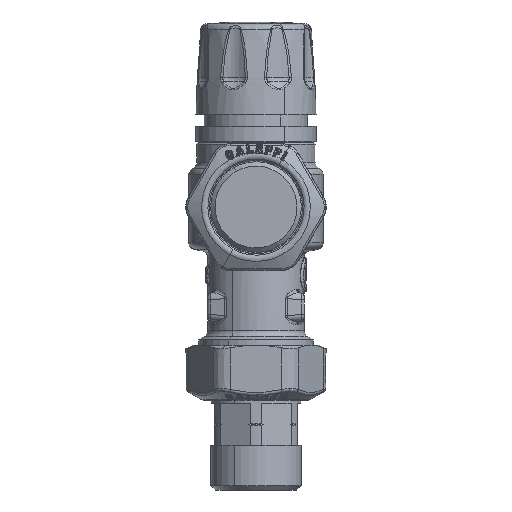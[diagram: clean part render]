
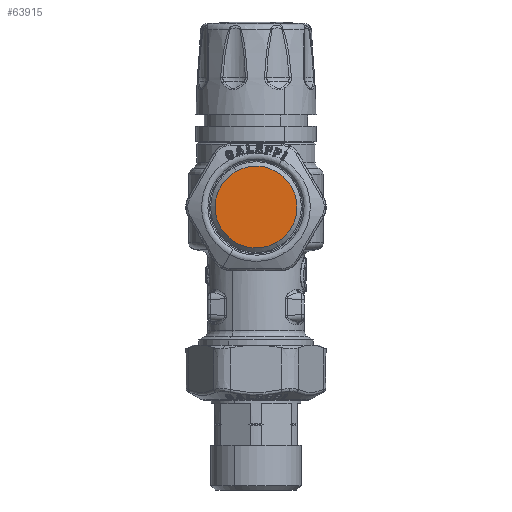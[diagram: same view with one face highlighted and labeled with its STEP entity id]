
A CAD part, front view. The second image highlights one B-rep face of the part: STEP entity #63915.
In plain terms, the highlighted planar face has unit normal (0, -1, 0).
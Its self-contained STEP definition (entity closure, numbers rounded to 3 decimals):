
#63892=CARTESIAN_POINT('Axis2P3D Location',(44.125,-22.625,4.65)) ;
#63897=CARTESIAN_POINT('Axis2P3D Location',(44.125,-22.625,-8.5)) ;
#63901=CARTESIAN_POINT('Vertex',(38.443,-22.625,1.899)) ;
#63903=CARTESIAN_POINT('Vertex',(49.806,-22.625,-18.899)) ;
#63906=CARTESIAN_POINT('Axis2P3D Location',(44.125,-22.625,-8.5)) ;
#63893=DIRECTION('Axis2P3D Direction',(0.,-1.,0.)) ;
#63894=DIRECTION('Axis2P3D XDirection',(1.,0.,0.)) ;
#63898=DIRECTION('Axis2P3D Direction',(0.,-1.,0.)) ;
#63907=DIRECTION('Axis2P3D Direction',(0.,-1.,0.)) ;
#63895=AXIS2_PLACEMENT_3D('Plane Axis2P3D',#63892,#63893,#63894) ;
#63899=AXIS2_PLACEMENT_3D('Circle Axis2P3D',#63897,#63898,$) ;
#63908=AXIS2_PLACEMENT_3D('Circle Axis2P3D',#63906,#63907,$) ;
#63900=CIRCLE('generated circle',#63899,11.85) ;
#63909=CIRCLE('generated circle',#63908,11.85) ;
#63896=PLANE('',#63895) ;
#63905=EDGE_CURVE('',#63902,#63904,#63900,.T.) ;
#63910=EDGE_CURVE('',#63904,#63902,#63909,.T.) ;
#63912=ORIENTED_EDGE('',*,*,#63905,.T.) ;
#63913=ORIENTED_EDGE('',*,*,#63910,.T.) ;
#63911=EDGE_LOOP('',(#63912,#63913)) ;
#63902=VERTEX_POINT('',#63901) ;
#63904=VERTEX_POINT('',#63903) ;
#63915=ADVANCED_FACE('PartBody',(#63914),#63896,.T.) ;
#63914=FACE_OUTER_BOUND('',#63911,.T.) ;
